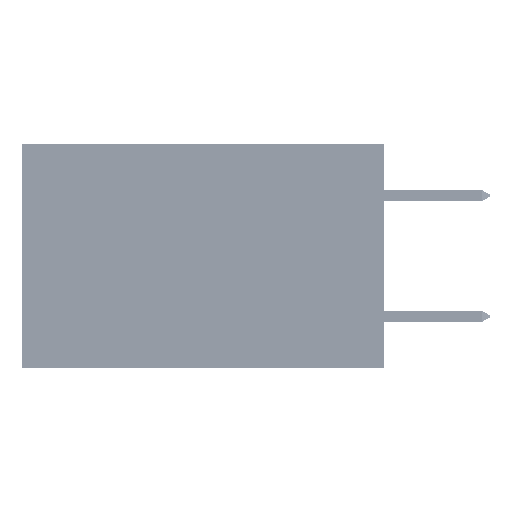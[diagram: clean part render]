
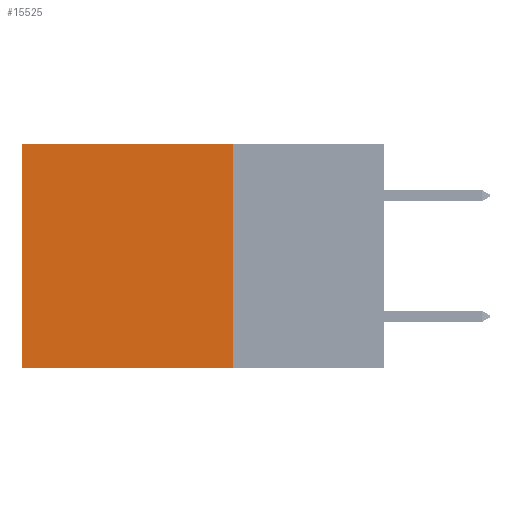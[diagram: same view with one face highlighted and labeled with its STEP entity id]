
A CAD part, left-side view. The second image highlights one B-rep face of the part: STEP entity #15525.
In plain terms, the highlighted planar face has unit normal (-1, 0, 0).
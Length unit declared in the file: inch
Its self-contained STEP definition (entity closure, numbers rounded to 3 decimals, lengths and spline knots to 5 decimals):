
#516 = VECTOR ( 'NONE', #42982, 39.37008 ) ;
#801 = EDGE_CURVE ( 'NONE', #44656, #42482, #35349, .T. ) ;
#2112 = CARTESIAN_POINT ( 'NONE',  ( 0.2875, 0.6, 0. ) ) ;
#2216 = DIRECTION ( 'NONE',  ( 1., 0., 0. ) ) ;
#2259 = DIRECTION ( 'NONE',  ( 0., 1., 0. ) ) ;
#2792 = CARTESIAN_POINT ( 'NONE',  ( 0.2875, 0.25, -0.37 ) ) ;
#3692 = ORIENTED_EDGE ( 'NONE', *, *, #3985, .F. ) ;
#3985 = EDGE_CURVE ( 'NONE', #50243, #13693, #27128, .T. ) ;
#4593 = ORIENTED_EDGE ( 'NONE', *, *, #801, .T. ) ;
#8457 = VECTOR ( 'NONE', #2259, 39.37008 ) ;
#10023 = EDGE_LOOP ( 'NONE', ( #4593, #38875, #3692, #16372 ) ) ;
#12809 = FACE_OUTER_BOUND ( 'NONE', #10023, .T. ) ;
#13325 = CARTESIAN_POINT ( 'NONE',  ( 0.2875, 0.25, 0. ) ) ;
#13693 = VERTEX_POINT ( 'NONE', #2792 ) ;
#15525 = ADVANCED_FACE ( 'NONE', ( #12809 ), #25582, .F. ) ;
#16143 = VECTOR ( 'NONE', #49293, 39.37008 ) ;
#16154 = EDGE_CURVE ( 'NONE', #50243, #44656, #37165, .T. ) ;
#16372 = ORIENTED_EDGE ( 'NONE', *, *, #16154, .T. ) ;
#21173 = AXIS2_PLACEMENT_3D ( 'NONE', #29193, #2216, #40921 ) ;
#22391 = CARTESIAN_POINT ( 'NONE',  ( 0.2875, 0.6, -0.37 ) ) ;
#25582 = PLANE ( 'NONE',  #21173 ) ;
#27128 = LINE ( 'NONE', #37187, #16143 ) ;
#28279 = DIRECTION ( 'NONE',  ( 0., 1., 0. ) ) ;
#29193 = CARTESIAN_POINT ( 'NONE',  ( 0.2875, 0.25, 0. ) ) ;
#29844 = LINE ( 'NONE', #44099, #37775 ) ;
#32975 = CARTESIAN_POINT ( 'NONE',  ( 0.2875, 0.6, 0. ) ) ;
#35349 = LINE ( 'NONE', #2112, #516 ) ;
#37165 = LINE ( 'NONE', #37578, #8457 ) ;
#37187 = CARTESIAN_POINT ( 'NONE',  ( 0.2875, 0.25, 0. ) ) ;
#37502 = EDGE_CURVE ( 'NONE', #13693, #42482, #29844, .T. ) ;
#37578 = CARTESIAN_POINT ( 'NONE',  ( 0.2875, 0.25, 0. ) ) ;
#37775 = VECTOR ( 'NONE', #28279, 39.37008 ) ;
#38875 = ORIENTED_EDGE ( 'NONE', *, *, #37502, .F. ) ;
#40921 = DIRECTION ( 'NONE',  ( 0., 0., -1. ) ) ;
#42482 = VERTEX_POINT ( 'NONE', #22391 ) ;
#42982 = DIRECTION ( 'NONE',  ( 0., 0., -1. ) ) ;
#44099 = CARTESIAN_POINT ( 'NONE',  ( 0.2875, 0.25, -0.37 ) ) ;
#44656 = VERTEX_POINT ( 'NONE', #32975 ) ;
#49293 = DIRECTION ( 'NONE',  ( 0., 0., -1. ) ) ;
#50243 = VERTEX_POINT ( 'NONE', #13325 ) ;
